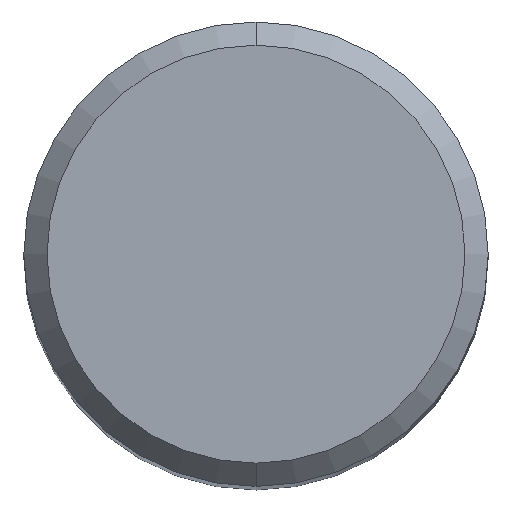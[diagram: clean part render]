
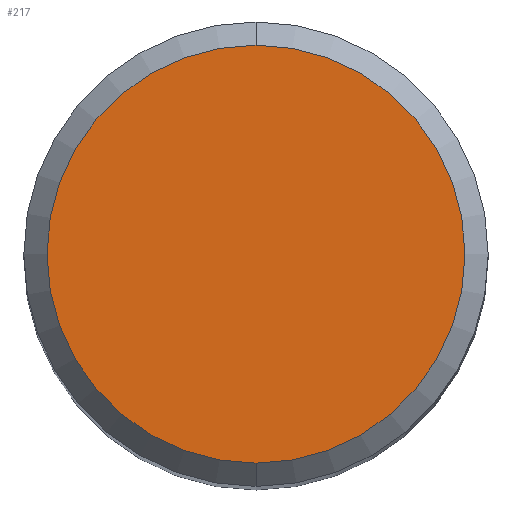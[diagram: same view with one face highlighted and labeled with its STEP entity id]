
A CAD part, top view. The second image highlights one B-rep face of the part: STEP entity #217.
In plain terms, the highlighted planar face has unit normal (0, 0, 1).
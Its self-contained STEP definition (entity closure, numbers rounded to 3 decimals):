
#189=VERTEX_POINT('',#483);
#217=ADVANCED_FACE('',(#514),#515,.T.);
#355=EDGE_CURVE('',#413,#189,#668,.T.);
#391=EDGE_CURVE('',#189,#413,#707,.T.);
#413=VERTEX_POINT('',#732);
#483=CARTESIAN_POINT('',(0.0,3.6,0.0));
#514=FACE_OUTER_BOUND('',#891,.T.);
#515=PLANE('',#892);
#668=CIRCLE('',#1213,3.6);
#707=CIRCLE('',#1283,3.6);
#732=CARTESIAN_POINT('',(0.,-3.6,0.0));
#891=EDGE_LOOP('',(#1457,#1458));
#892=AXIS2_PLACEMENT_3D('',#1459,#1460,#1461);
#1213=AXIS2_PLACEMENT_3D('',#1634,#1635,#1636);
#1283=AXIS2_PLACEMENT_3D('',#1681,#1682,#1683);
#1457=ORIENTED_EDGE('',*,*,#391,.F.);
#1458=ORIENTED_EDGE('',*,*,#355,.F.);
#1459=CARTESIAN_POINT('',(0.0,1.8,0.0));
#1460=DIRECTION('',(-0.0,0.0,1.0));
#1461=DIRECTION('',(0.0,-1.0,0.0));
#1634=CARTESIAN_POINT('',(0.0,0.0,0.0));
#1635=DIRECTION('',(0.0,0.0,-1.0));
#1636=DIRECTION('',(0.0,1.0,0.0));
#1681=CARTESIAN_POINT('',(0.0,0.0,0.0));
#1682=DIRECTION('',(0.0,0.0,-1.0));
#1683=DIRECTION('',(0.0,1.0,0.0));
